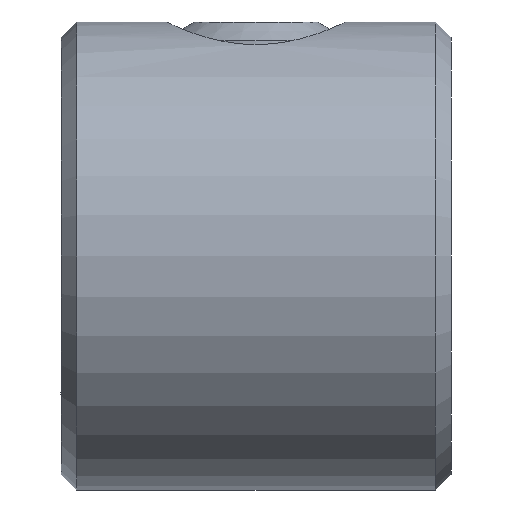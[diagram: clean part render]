
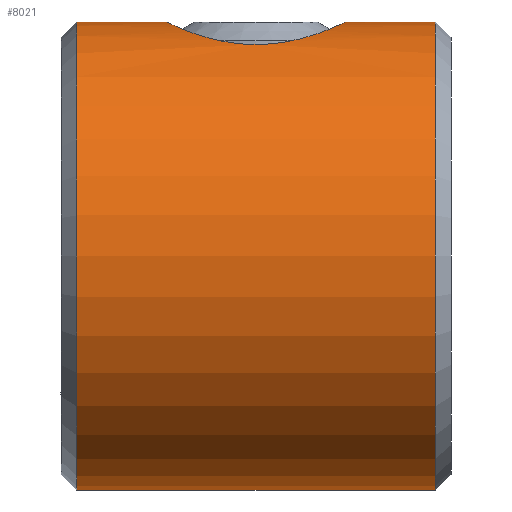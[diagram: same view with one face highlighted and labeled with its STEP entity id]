
A CAD part, left-side view. The second image highlights one B-rep face of the part: STEP entity #8021.
In plain terms, the highlighted cylindrical face has radius 7.5 mm (diameter 15 mm), a partial arc.
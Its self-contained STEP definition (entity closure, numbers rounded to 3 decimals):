
#123 = CARTESIAN_POINT ( 'NONE',  ( -3.124, 0.662, 6.819 ) ) ;
#269 = CARTESIAN_POINT ( 'NONE',  ( -3.098, 0.751, 6.83 ) ) ;
#378 = CARTESIAN_POINT ( 'NONE',  ( 0., 5.75, 0. ) ) ;
#544 = CARTESIAN_POINT ( 'NONE',  ( -2.722, -1.523, 6.989 ) ) ;
#594 = CARTESIAN_POINT ( 'NONE',  ( -3., -1.022, 6.874 ) ) ;
#687 = CARTESIAN_POINT ( 'NONE',  ( -1.976, -2.294, 7.242 ) ) ;
#722 = CARTESIAN_POINT ( 'NONE',  ( 0., -5.75, 7.5 ) ) ;
#726 = EDGE_LOOP ( 'NONE', ( #3966, #9020, #13210, #7429, #868, #13374, #11176 ) ) ;
#772 = DIRECTION ( 'NONE',  ( 0., 0., -1. ) ) ;
#851 = B_SPLINE_CURVE_WITH_KNOTS ( 'NONE', 3,
 ( #12277, #4918, #14807, #123, #269, #13575, #6298, #5020, #3700, #6147, #9943, #9986, #5067, #14703, #11065, #2670, #2617, #11157, #13530, #11010 ),
 .UNSPECIFIED., .F., .F.,
 ( 4, 2, 2, 2, 2, 2, 2, 2, 2, 4 ),
 ( 0.5, 0.531, 0.547, 0.562, 0.625, 0.656, 0.687, 0.719, 0.734, 0.75 ),
 .UNSPECIFIED. ) ;
#868 = ORIENTED_EDGE ( 'NONE', *, *, #1339, .F. ) ;
#972 = CARTESIAN_POINT ( 'NONE',  ( 0., 2.873, 7.5 ) ) ;
#1339 = EDGE_CURVE ( 'NONE', #7427, #12582, #4785, .T. ) ;
#1754 = CARTESIAN_POINT ( 'NONE',  ( -3.035, -0.935, 6.858 ) ) ;
#2032 = CIRCLE ( 'NONE', #2567, 7.5 ) ;
#2478 = CARTESIAN_POINT ( 'NONE',  ( 0., -5.75, 0. ) ) ;
#2567 = AXIS2_PLACEMENT_3D ( 'NONE', #2478, #13539, #9901 ) ;
#2617 = CARTESIAN_POINT ( 'NONE',  ( -0.424, 2.849, 7.489 ) ) ;
#2670 = CARTESIAN_POINT ( 'NONE',  ( -0.531, 2.835, 7.482 ) ) ;
#2858 = B_SPLINE_CURVE_WITH_KNOTS ( 'NONE', 3,
 ( #6605, #4250, #6714, #12709, #10322, #15199, #3063, #13918, #687, #7820, #3011, #544, #9015, #10373, #5566, #594, #1754, #2957, #14032, #4200, #12652, #11495 ),
 .UNSPECIFIED., .F., .F.,
 ( 4, 2, 2, 2, 2, 2, 2, 2, 2, 2, 4 ),
 ( 0.25, 0.281, 0.297, 0.313, 0.375, 0.406, 0.422, 0.438, 0.453, 0.469, 0.5 ),
 .UNSPECIFIED. ) ;
#2943 = DIRECTION ( 'NONE',  ( 0., 0., 1. ) ) ;
#2957 = CARTESIAN_POINT ( 'NONE',  ( -3.098, -0.753, 6.83 ) ) ;
#2979 = AXIS2_PLACEMENT_3D ( 'NONE', #6905, #8003, #772 ) ;
#3011 = CARTESIAN_POINT ( 'NONE',  ( -2.548, -1.756, 7.055 ) ) ;
#3063 = CARTESIAN_POINT ( 'NONE',  ( -1.141, -2.687, 7.413 ) ) ;
#3162 = CIRCLE ( 'NONE', #5754, 7.5 ) ;
#3700 = CARTESIAN_POINT ( 'NONE',  ( -2.563, 1.768, 7.055 ) ) ;
#3966 = ORIENTED_EDGE ( 'NONE', *, *, #4796, .F. ) ;
#4200 = CARTESIAN_POINT ( 'NONE',  ( -3.187, -0.379, 6.789 ) ) ;
#4250 = CARTESIAN_POINT ( 'NONE',  ( -0.213, -2.873, 7.5 ) ) ;
#4399 = VECTOR ( 'NONE', #4798, 1000. ) ;
#4484 = EDGE_CURVE ( 'NONE', #13577, #10436, #7649, .T. ) ;
#4563 = CARTESIAN_POINT ( 'NONE',  ( 0., -2.873, 7.5 ) ) ;
#4785 = LINE ( 'NONE', #7372, #11408 ) ;
#4796 = EDGE_CURVE ( 'NONE', #8701, #14573, #11218, .T. ) ;
#4798 = DIRECTION ( 'NONE',  ( 0., -1., 0. ) ) ;
#4918 = CARTESIAN_POINT ( 'NONE',  ( -3.208, 0.19, 6.779 ) ) ;
#4996 = DIRECTION ( 'NONE',  ( 0., -1., 0. ) ) ;
#5020 = CARTESIAN_POINT ( 'NONE',  ( -2.798, 1.456, 6.961 ) ) ;
#5067 = CARTESIAN_POINT ( 'NONE',  ( -1.43, 2.579, 7.365 ) ) ;
#5172 = CARTESIAN_POINT ( 'NONE',  ( 0., 5.75, -7.5 ) ) ;
#5437 = DIRECTION ( 'NONE',  ( 0., -1., 0. ) ) ;
#5566 = CARTESIAN_POINT ( 'NONE',  ( -2.919, -1.196, 6.909 ) ) ;
#5754 = AXIS2_PLACEMENT_3D ( 'NONE', #378, #5437, #2943 ) ;
#6147 = CARTESIAN_POINT ( 'NONE',  ( -2.12, 2.165, 7.196 ) ) ;
#6298 = CARTESIAN_POINT ( 'NONE',  ( -3.001, 1.02, 6.874 ) ) ;
#6605 = CARTESIAN_POINT ( 'NONE',  ( 0., -2.873, 7.5 ) ) ;
#6714 = CARTESIAN_POINT ( 'NONE',  ( -0.424, -2.854, 7.491 ) ) ;
#6905 = CARTESIAN_POINT ( 'NONE',  ( 0., 6.25, 0. ) ) ;
#7372 = CARTESIAN_POINT ( 'NONE',  ( 0., 6.25, 7.5 ) ) ;
#7427 = VERTEX_POINT ( 'NONE', #4563 ) ;
#7429 = ORIENTED_EDGE ( 'NONE', *, *, #10584, .T. ) ;
#7649 = LINE ( 'NONE', #13457, #8783 ) ;
#7820 = CARTESIAN_POINT ( 'NONE',  ( -2.416, -1.9, 7.102 ) ) ;
#8003 = DIRECTION ( 'NONE',  ( 0., -1., 0. ) ) ;
#8021 = ADVANCED_FACE ( 'NONE', ( #13668 ), #8030, .T. ) ;
#8030 = CYLINDRICAL_SURFACE ( 'NONE', #2979, 7.5 ) ;
#8149 = CARTESIAN_POINT ( 'NONE',  ( 0., 5.75, 7.5 ) ) ;
#8701 = VERTEX_POINT ( 'NONE', #8149 ) ;
#8783 = VECTOR ( 'NONE', #9869, 1000. ) ;
#9015 = CARTESIAN_POINT ( 'NONE',  ( -2.776, -1.444, 6.968 ) ) ;
#9020 = ORIENTED_EDGE ( 'NONE', *, *, #14273, .T. ) ;
#9560 = CARTESIAN_POINT ( 'NONE',  ( -3.208, 0., 6.779 ) ) ;
#9869 = DIRECTION ( 'NONE',  ( 0., -1., 0. ) ) ;
#9901 = DIRECTION ( 'NONE',  ( 0., 0., 1. ) ) ;
#9943 = CARTESIAN_POINT ( 'NONE',  ( -1.961, 2.282, 7.241 ) ) ;
#9986 = CARTESIAN_POINT ( 'NONE',  ( -1.616, 2.489, 7.326 ) ) ;
#10322 = CARTESIAN_POINT ( 'NONE',  ( -0.838, -2.775, 7.454 ) ) ;
#10373 = CARTESIAN_POINT ( 'NONE',  ( -2.875, -1.279, 6.927 ) ) ;
#10436 = VERTEX_POINT ( 'NONE', #15633 ) ;
#10584 = EDGE_CURVE ( 'NONE', #10436, #12582, #2032, .T. ) ;
#11010 = CARTESIAN_POINT ( 'NONE',  ( 0., 2.873, 7.5 ) ) ;
#11065 = CARTESIAN_POINT ( 'NONE',  ( -0.841, 2.779, 7.456 ) ) ;
#11157 = CARTESIAN_POINT ( 'NONE',  ( -0.212, 2.868, 7.498 ) ) ;
#11176 = ORIENTED_EDGE ( 'NONE', *, *, #15614, .T. ) ;
#11218 = LINE ( 'NONE', #15659, #4399 ) ;
#11408 = VECTOR ( 'NONE', #4996, 1000. ) ;
#11495 = CARTESIAN_POINT ( 'NONE',  ( -3.208, 0., 6.779 ) ) ;
#12277 = CARTESIAN_POINT ( 'NONE',  ( -3.208, 0., 6.779 ) ) ;
#12582 = VERTEX_POINT ( 'NONE', #722 ) ;
#12652 = CARTESIAN_POINT ( 'NONE',  ( -3.208, -0.19, 6.779 ) ) ;
#12709 = CARTESIAN_POINT ( 'NONE',  ( -0.736, -2.798, 7.465 ) ) ;
#13004 = VERTEX_POINT ( 'NONE', #9560 ) ;
#13198 = EDGE_CURVE ( 'NONE', #7427, #13004, #2858, .T. ) ;
#13210 = ORIENTED_EDGE ( 'NONE', *, *, #4484, .T. ) ;
#13374 = ORIENTED_EDGE ( 'NONE', *, *, #13198, .T. ) ;
#13457 = CARTESIAN_POINT ( 'NONE',  ( 0., 6.25, -7.5 ) ) ;
#13530 = CARTESIAN_POINT ( 'NONE',  ( -0.106, 2.873, 7.5 ) ) ;
#13539 = DIRECTION ( 'NONE',  ( 0., 1., 0. ) ) ;
#13575 = CARTESIAN_POINT ( 'NONE',  ( -3.036, 0.933, 6.858 ) ) ;
#13577 = VERTEX_POINT ( 'NONE', #5172 ) ;
#13668 = FACE_OUTER_BOUND ( 'NONE', #726, .T. ) ;
#13918 = CARTESIAN_POINT ( 'NONE',  ( -1.623, -2.506, 7.333 ) ) ;
#14032 = CARTESIAN_POINT ( 'NONE',  ( -3.124, -0.661, 6.818 ) ) ;
#14273 = EDGE_CURVE ( 'NONE', #8701, #13577, #3162, .T. ) ;
#14573 = VERTEX_POINT ( 'NONE', #972 ) ;
#14703 = CARTESIAN_POINT ( 'NONE',  ( -1.041, 2.724, 7.43 ) ) ;
#14807 = CARTESIAN_POINT ( 'NONE',  ( -3.187, 0.38, 6.789 ) ) ;
#15199 = CARTESIAN_POINT ( 'NONE',  ( -1.04, -2.719, 7.428 ) ) ;
#15614 = EDGE_CURVE ( 'NONE', #13004, #14573, #851, .T. ) ;
#15633 = CARTESIAN_POINT ( 'NONE',  ( 0., -5.75, -7.5 ) ) ;
#15659 = CARTESIAN_POINT ( 'NONE',  ( 0., 6.25, 7.5 ) ) ;
